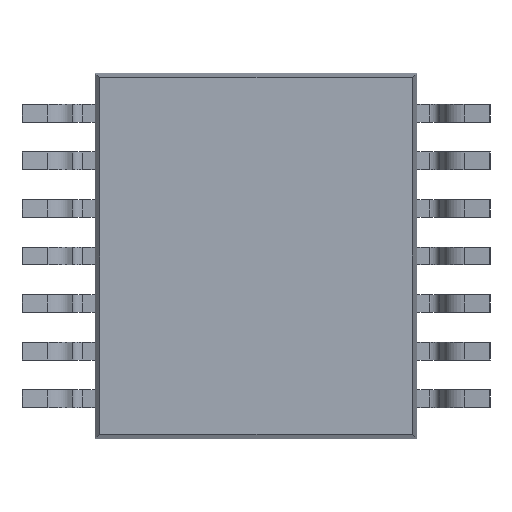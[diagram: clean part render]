
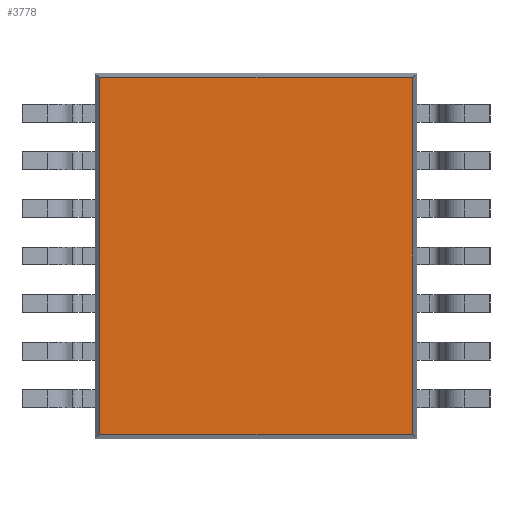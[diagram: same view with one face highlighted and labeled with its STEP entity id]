
A CAD part, front view. The second image highlights one B-rep face of the part: STEP entity #3778.
In plain terms, the highlighted planar face has unit normal (0, -1, 0).
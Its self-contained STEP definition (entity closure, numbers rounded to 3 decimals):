
#67 = DIRECTION ( 'NONE',  ( 0., 0., 1. ) ) ;
#103 = PLANE ( 'NONE',  #1299 ) ;
#272 = EDGE_CURVE ( 'NONE', #2618, #5216, #4122, .T. ) ;
#487 = DIRECTION ( 'NONE',  ( 0., 0., -1. ) ) ;
#576 = CARTESIAN_POINT ( 'NONE',  ( -2.2, 0.15, -2.437 ) ) ;
#600 = VECTOR ( 'NONE', #3539, 1000. ) ;
#959 = VECTOR ( 'NONE', #67, 1000. ) ;
#973 = LINE ( 'NONE', #1475, #959 ) ;
#1079 = CARTESIAN_POINT ( 'NONE',  ( -2.137, 0.15, 2.5 ) ) ;
#1299 = AXIS2_PLACEMENT_3D ( 'NONE', #3132, #3473, #6088 ) ;
#1472 = EDGE_CURVE ( 'NONE', #5216, #4409, #3569, .T. ) ;
#1475 = CARTESIAN_POINT ( 'NONE',  ( 2.137, 0.15, -2.5 ) ) ;
#1568 = ORIENTED_EDGE ( 'NONE', *, *, #6126, .T. ) ;
#1933 = CARTESIAN_POINT ( 'NONE',  ( 2.137, 0.15, 2.437 ) ) ;
#1965 = EDGE_CURVE ( 'NONE', #5417, #2618, #4399, .T. ) ;
#2450 = FACE_OUTER_BOUND ( 'NONE', #4031, .T. ) ;
#2618 = VERTEX_POINT ( 'NONE', #6208 ) ;
#2653 = DIRECTION ( 'NONE',  ( -1., 0., 0. ) ) ;
#2691 = CARTESIAN_POINT ( 'NONE',  ( 2.137, 0.15, -2.437 ) ) ;
#3132 = CARTESIAN_POINT ( 'NONE',  ( 0., 0.15, 0. ) ) ;
#3473 = DIRECTION ( 'NONE',  ( 0., -1., 0. ) ) ;
#3539 = DIRECTION ( 'NONE',  ( 1., 0., 0. ) ) ;
#3569 = LINE ( 'NONE', #576, #600 ) ;
#3720 = ORIENTED_EDGE ( 'NONE', *, *, #272, .T. ) ;
#3771 = CARTESIAN_POINT ( 'NONE',  ( -2.137, 0.15, -2.437 ) ) ;
#3778 = ADVANCED_FACE ( 'NONE', ( #2450 ), #103, .T. ) ;
#4031 = EDGE_LOOP ( 'NONE', ( #6375, #1568, #6064, #3720 ) ) ;
#4122 = LINE ( 'NONE', #1079, #6095 ) ;
#4399 = LINE ( 'NONE', #4776, #6537 ) ;
#4409 = VERTEX_POINT ( 'NONE', #2691 ) ;
#4776 = CARTESIAN_POINT ( 'NONE',  ( 2.2, 0.15, 2.437 ) ) ;
#5216 = VERTEX_POINT ( 'NONE', #3771 ) ;
#5417 = VERTEX_POINT ( 'NONE', #1933 ) ;
#6064 = ORIENTED_EDGE ( 'NONE', *, *, #1965, .T. ) ;
#6088 = DIRECTION ( 'NONE',  ( 0., 0., -1. ) ) ;
#6095 = VECTOR ( 'NONE', #487, 1000. ) ;
#6126 = EDGE_CURVE ( 'NONE', #4409, #5417, #973, .T. ) ;
#6208 = CARTESIAN_POINT ( 'NONE',  ( -2.137, 0.15, 2.437 ) ) ;
#6375 = ORIENTED_EDGE ( 'NONE', *, *, #1472, .T. ) ;
#6537 = VECTOR ( 'NONE', #2653, 1000. ) ;
